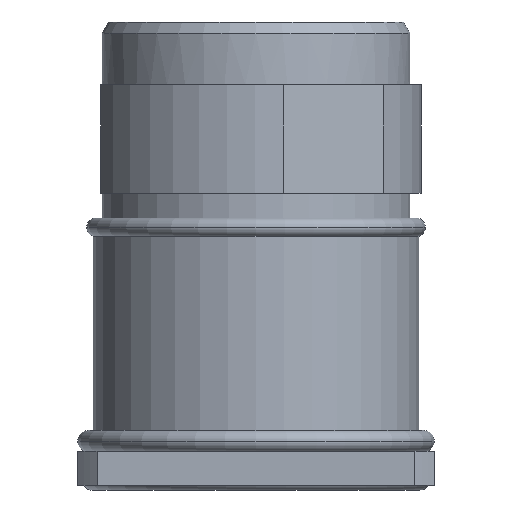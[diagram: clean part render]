
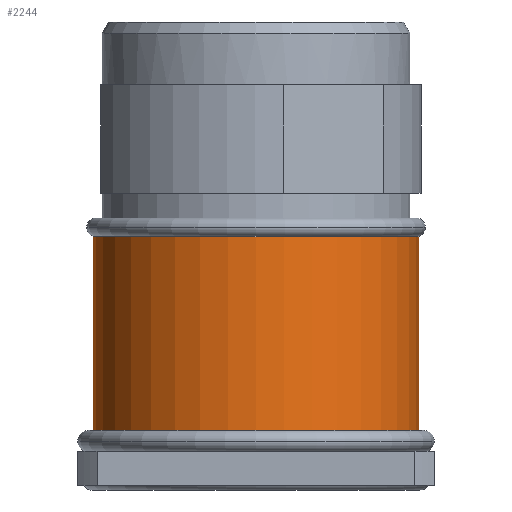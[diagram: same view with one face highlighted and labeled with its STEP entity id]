
A CAD part, front view. The second image highlights one B-rep face of the part: STEP entity #2244.
In plain terms, the highlighted cylindrical face has radius 11.425 mm (diameter 22.85 mm), a partial arc.
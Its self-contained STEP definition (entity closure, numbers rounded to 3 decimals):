
#118=AXIS2_PLACEMENT_3D('Circle Axis2P3D',#116,#117,$) ;
#786=AXIS2_PLACEMENT_3D('Circle Axis2P3D',#784,#785,$) ;
#2236=AXIS2_PLACEMENT_3D('Cylinder Axis2P3D',#2233,#2234,#2235) ;
#116=CARTESIAN_POINT('Axis2P3D Location',(12.5,12.5,4.13)) ;
#120=CARTESIAN_POINT('Vertex',(23.925,12.5,4.13)) ;
#122=CARTESIAN_POINT('Vertex',(1.075,12.5,4.13)) ;
#781=CARTESIAN_POINT('Vertex',(1.075,12.5,17.775)) ;
#784=CARTESIAN_POINT('Axis2P3D Location',(12.5,12.5,17.775)) ;
#788=CARTESIAN_POINT('Vertex',(23.925,12.5,17.775)) ;
#2216=CARTESIAN_POINT('Line Origine',(1.075,12.5,0.325)) ;
#2221=CARTESIAN_POINT('Line Origine',(23.925,12.5,0.325)) ;
#2233=CARTESIAN_POINT('Axis2P3D Location',(12.5,12.5,0.325)) ;
#117=DIRECTION('Axis2P3D Direction',(0.,0.,-1.)) ;
#785=DIRECTION('Axis2P3D Direction',(0.,0.,-1.)) ;
#2217=DIRECTION('Vector Direction',(0.,0.,-1.)) ;
#2222=DIRECTION('Vector Direction',(0.,0.,-1.)) ;
#2234=DIRECTION('Axis2P3D Direction',(0.,0.,-1.)) ;
#2235=DIRECTION('Axis2P3D XDirection',(1.,0.,0.)) ;
#2218=VECTOR('Line Direction',#2217,1.) ;
#2223=VECTOR('Line Direction',#2222,1.) ;
#2239=ORIENTED_EDGE('',*,*,#2225,.T.) ;
#2240=ORIENTED_EDGE('',*,*,#790,.T.) ;
#2241=ORIENTED_EDGE('',*,*,#2220,.F.) ;
#2242=ORIENTED_EDGE('',*,*,#124,.F.) ;
#2244=ADVANCED_FACE('Hauptk\X2\00F6\X0\rper',(#2243),#2237,.T.) ;
#119=CIRCLE('generated circle',#118,11.425) ;
#787=CIRCLE('generated circle',#786,11.425) ;
#2237=CYLINDRICAL_SURFACE('generated cylinder',#2236,11.425) ;
#124=EDGE_CURVE('',#121,#123,#119,.T.) ;
#790=EDGE_CURVE('',#789,#782,#787,.T.) ;
#2220=EDGE_CURVE('',#123,#782,#2219,.F.) ;
#2225=EDGE_CURVE('',#121,#789,#2224,.F.) ;
#2238=EDGE_LOOP('',(#2239,#2240,#2241,#2242)) ;
#2243=FACE_OUTER_BOUND('',#2238,.T.) ;
#2219=LINE('Line',#2216,#2218) ;
#2224=LINE('Line',#2221,#2223) ;
#121=VERTEX_POINT('',#120) ;
#123=VERTEX_POINT('',#122) ;
#782=VERTEX_POINT('',#781) ;
#789=VERTEX_POINT('',#788) ;
